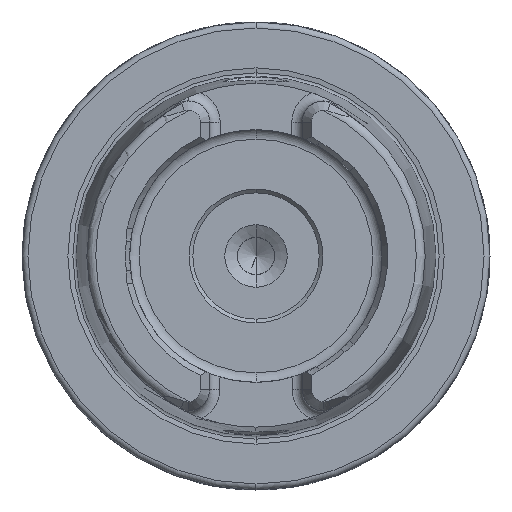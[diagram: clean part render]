
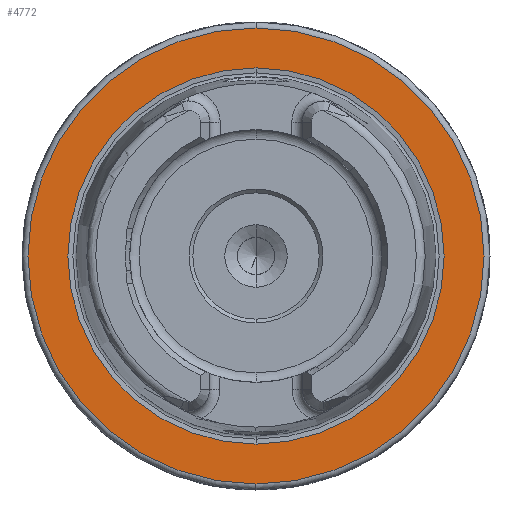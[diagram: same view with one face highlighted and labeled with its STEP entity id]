
A CAD part, left-side view. The second image highlights one B-rep face of the part: STEP entity #4772.
In plain terms, the highlighted planar face has unit normal (-1, 0, 0).
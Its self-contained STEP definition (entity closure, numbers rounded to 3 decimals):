
#371 = DIRECTION ( 'NONE',  ( -1., 0., 0. ) ) ;
#692 = CIRCLE ( 'NONE', #10150, 25.324 ) ;
#1132 = CARTESIAN_POINT ( 'NONE',  ( 0., 0., 0. ) ) ;
#1738 = CARTESIAN_POINT ( 'NONE',  ( 0., 0., 0. ) ) ;
#3131 = EDGE_CURVE ( 'NONE', #11520, #5421, #692, .T. ) ;
#3386 = EDGE_CURVE ( 'NONE', #16944, #13102, #5141, .T. ) ;
#3666 = AXIS2_PLACEMENT_3D ( 'NONE', #11627, #5795, #17203 ) ;
#4484 = DIRECTION ( 'NONE',  ( -1., 0., 0. ) ) ;
#4538 = PLANE ( 'NONE',  #18126 ) ;
#4772 = ADVANCED_FACE ( 'NONE', ( #17159, #15779 ), #4538, .F. ) ;
#5141 = CIRCLE ( 'NONE', #6633, 30.7 ) ;
#5380 = ORIENTED_EDGE ( 'NONE', *, *, #3131, .F. ) ;
#5421 = VERTEX_POINT ( 'NONE', #18211 ) ;
#5795 = DIRECTION ( 'NONE',  ( -1., 0., 0. ) ) ;
#5885 = DIRECTION ( 'NONE',  ( 0., 0., 1. ) ) ;
#6201 = CARTESIAN_POINT ( 'NONE',  ( 0., 0., 0. ) ) ;
#6633 = AXIS2_PLACEMENT_3D ( 'NONE', #1738, #4484, #5885 ) ;
#7144 = DIRECTION ( 'NONE',  ( 0., 0., -1. ) ) ;
#7196 = CIRCLE ( 'NONE', #16302, 25.324 ) ;
#7232 = ORIENTED_EDGE ( 'NONE', *, *, #17173, .F. ) ;
#9846 = CARTESIAN_POINT ( 'NONE',  ( 0., 0., -30.7 ) ) ;
#10150 = AXIS2_PLACEMENT_3D ( 'NONE', #6201, #371, #11484 ) ;
#10195 = CARTESIAN_POINT ( 'NONE',  ( 0., 30.7, 0. ) ) ;
#11198 = DIRECTION ( 'NONE',  ( 0., 0., 1. ) ) ;
#11484 = DIRECTION ( 'NONE',  ( 0., 0., 1. ) ) ;
#11520 = VERTEX_POINT ( 'NONE', #14401 ) ;
#11627 = CARTESIAN_POINT ( 'NONE',  ( 0., 0., 0. ) ) ;
#12399 = DIRECTION ( 'NONE',  ( -1., 0., 0. ) ) ;
#12998 = EDGE_LOOP ( 'NONE', ( #5380, #7232 ) ) ;
#13102 = VERTEX_POINT ( 'NONE', #9846 ) ;
#13400 = CIRCLE ( 'NONE', #3666, 30.7 ) ;
#14247 = DIRECTION ( 'NONE',  ( 1., 0., 0. ) ) ;
#14401 = CARTESIAN_POINT ( 'NONE',  ( 0., 0., 25.324 ) ) ;
#14854 = ORIENTED_EDGE ( 'NONE', *, *, #17693, .T. ) ;
#15779 = FACE_OUTER_BOUND ( 'NONE', #15884, .T. ) ;
#15884 = EDGE_LOOP ( 'NONE', ( #17007, #14854 ) ) ;
#15953 = CARTESIAN_POINT ( 'NONE',  ( 0., 0., 30.7 ) ) ;
#16302 = AXIS2_PLACEMENT_3D ( 'NONE', #1132, #12399, #11198 ) ;
#16944 = VERTEX_POINT ( 'NONE', #15953 ) ;
#17007 = ORIENTED_EDGE ( 'NONE', *, *, #3386, .T. ) ;
#17159 = FACE_BOUND ( 'NONE', #12998, .T. ) ;
#17173 = EDGE_CURVE ( 'NONE', #5421, #11520, #7196, .T. ) ;
#17203 = DIRECTION ( 'NONE',  ( 0., 0., 1. ) ) ;
#17693 = EDGE_CURVE ( 'NONE', #13102, #16944, #13400, .T. ) ;
#18126 = AXIS2_PLACEMENT_3D ( 'NONE', #10195, #14247, #7144 ) ;
#18211 = CARTESIAN_POINT ( 'NONE',  ( 0., 0., -25.324 ) ) ;
